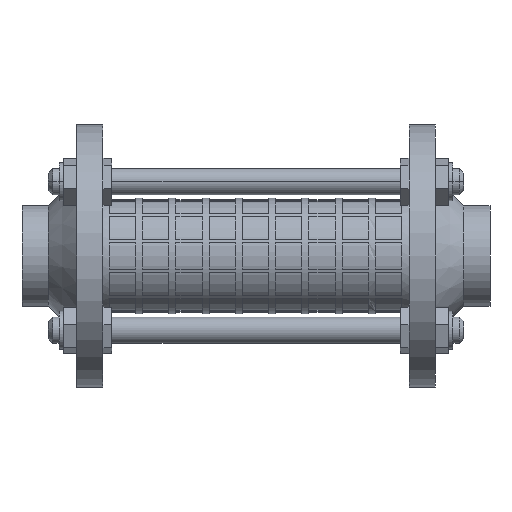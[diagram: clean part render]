
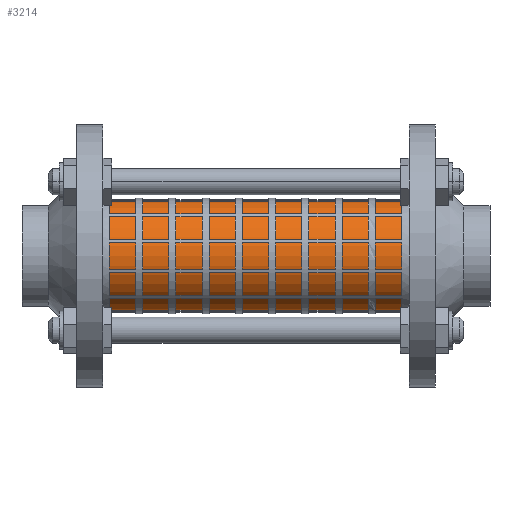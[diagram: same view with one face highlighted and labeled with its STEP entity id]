
A CAD part, front view. The second image highlights one B-rep face of the part: STEP entity #3214.
In plain terms, the highlighted cylindrical face has radius 12.8 mm (diameter 25.6 mm), a partial arc.
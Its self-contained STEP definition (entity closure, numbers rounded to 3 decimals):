
#2 = DIRECTION ( 'NONE',  ( 1., 0., 0. ) ) ;
#205 = ORIENTED_EDGE ( 'NONE', *, *, #5355, .T. ) ;
#473 = CARTESIAN_POINT ( 'NONE',  ( 73.704, 0., 12.8 ) ) ;
#1288 = CARTESIAN_POINT ( 'NONE',  ( 37.5, 0., -12.8 ) ) ;
#1454 = EDGE_CURVE ( 'NONE', #13027, #7699, #14291, .T. ) ;
#3065 = AXIS2_PLACEMENT_3D ( 'NONE', #22273, #4334, #16758 ) ;
#3214 = ADVANCED_FACE ( 'NONE', ( #15708 ), #8568, .T. ) ;
#4334 = DIRECTION ( 'NONE',  ( 1., 0., 0. ) ) ;
#4357 = ORIENTED_EDGE ( 'NONE', *, *, #1454, .F. ) ;
#4818 = ORIENTED_EDGE ( 'NONE', *, *, #5426, .T. ) ;
#5061 = LINE ( 'NONE', #19012, #17722 ) ;
#5259 = CARTESIAN_POINT ( 'NONE',  ( 73.704, 0., 0. ) ) ;
#5355 = EDGE_CURVE ( 'NONE', #6956, #11465, #8279, .T. ) ;
#5426 = EDGE_CURVE ( 'NONE', #13027, #6956, #21219, .T. ) ;
#5611 = DIRECTION ( 'NONE',  ( -1., 0., 0. ) ) ;
#5639 = CARTESIAN_POINT ( 'NONE',  ( -37.5, 0., 12.8 ) ) ;
#6666 = ORIENTED_EDGE ( 'NONE', *, *, #13087, .F. ) ;
#6923 = DIRECTION ( 'NONE',  ( 0., 0., 1. ) ) ;
#6956 = VERTEX_POINT ( 'NONE', #5639 ) ;
#7699 = VERTEX_POINT ( 'NONE', #1288 ) ;
#8279 = CIRCLE ( 'NONE', #16123, 12.8 ) ;
#8568 = CYLINDRICAL_SURFACE ( 'NONE', #16157, 12.8 ) ;
#8942 = CARTESIAN_POINT ( 'NONE',  ( -37.5, 0., -12.8 ) ) ;
#10561 = CARTESIAN_POINT ( 'NONE',  ( -37.5, 0., 0. ) ) ;
#11465 = VERTEX_POINT ( 'NONE', #8942 ) ;
#11748 = DIRECTION ( 'NONE',  ( -1., 0., 0. ) ) ;
#11971 = CARTESIAN_POINT ( 'NONE',  ( 37.5, 0., 12.8 ) ) ;
#13027 = VERTEX_POINT ( 'NONE', #11971 ) ;
#13087 = EDGE_CURVE ( 'NONE', #7699, #11465, #5061, .T. ) ;
#13959 = DIRECTION ( 'NONE',  ( -1., 0., 0. ) ) ;
#14185 = DIRECTION ( 'NONE',  ( 0., 0., -1. ) ) ;
#14291 = CIRCLE ( 'NONE', #3065, 12.8 ) ;
#15708 = FACE_OUTER_BOUND ( 'NONE', #17202, .T. ) ;
#16123 = AXIS2_PLACEMENT_3D ( 'NONE', #10561, #2, #14185 ) ;
#16157 = AXIS2_PLACEMENT_3D ( 'NONE', #5259, #13959, #6923 ) ;
#16758 = DIRECTION ( 'NONE',  ( 0., 0., -1. ) ) ;
#17202 = EDGE_LOOP ( 'NONE', ( #6666, #4357, #4818, #205 ) ) ;
#17722 = VECTOR ( 'NONE', #11748, 1000. ) ;
#19012 = CARTESIAN_POINT ( 'NONE',  ( 73.704, 0., -12.8 ) ) ;
#21219 = LINE ( 'NONE', #473, #22143 ) ;
#22143 = VECTOR ( 'NONE', #5611, 1000. ) ;
#22273 = CARTESIAN_POINT ( 'NONE',  ( 37.5, 0., 0. ) ) ;
